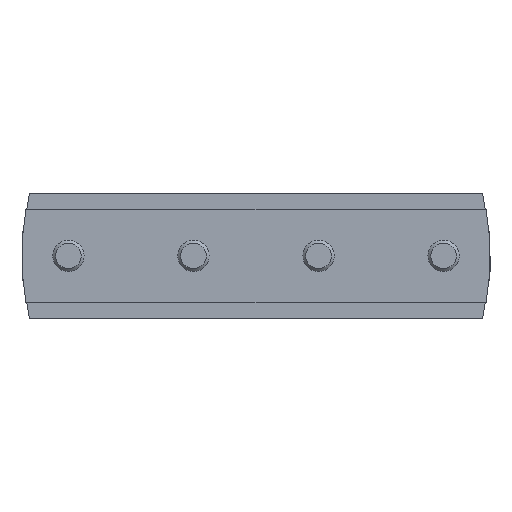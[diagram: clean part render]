
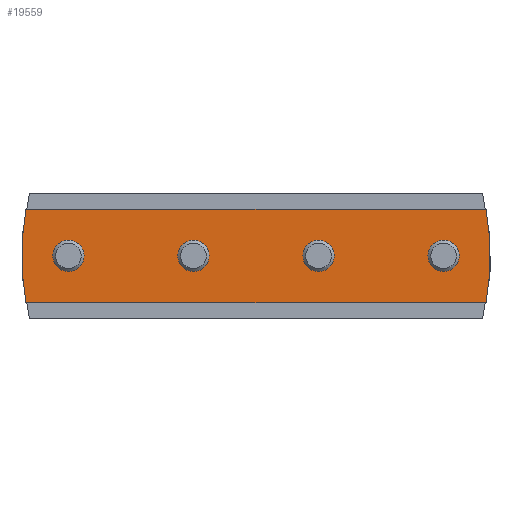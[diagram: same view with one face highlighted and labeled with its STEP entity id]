
A CAD part, top view. The second image highlights one B-rep face of the part: STEP entity #19559.
In plain terms, the highlighted planar face has unit normal (0, 0, 1).
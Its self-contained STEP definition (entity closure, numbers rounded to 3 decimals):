
#112=CARTESIAN_POINT('',(-62.5,-4.33,6.));
#113=VERTEX_POINT('',#112);
#114=CARTESIAN_POINT('',(-60.0,0.,6.));
#115=DIRECTION('',(0.,0.,-1.));
#116=DIRECTION('',(0.5,0.866,0.));
#117=AXIS2_PLACEMENT_3D('',#114,#115,#116);
#118=CIRCLE('',#117,5.0);
#119=EDGE_CURVE('',#113,#113,#118,.T.);
#2327=CARTESIAN_POINT('',(-22.5,-4.33,6.));
#2328=VERTEX_POINT('',#2327);
#2329=CARTESIAN_POINT('',(-20.0,0.,6.));
#2330=DIRECTION('',(0.,0.,-1.));
#2331=DIRECTION('',(0.5,0.866,0.));
#2332=AXIS2_PLACEMENT_3D('',#2329,#2330,#2331);
#2333=CIRCLE('',#2332,5.0);
#2334=EDGE_CURVE('',#2328,#2328,#2333,.T.);
#4542=CARTESIAN_POINT('',(17.5,-4.33,6.));
#4543=VERTEX_POINT('',#4542);
#4544=CARTESIAN_POINT('',(20.,0.,6.));
#4545=DIRECTION('',(0.,0.,-1.));
#4546=DIRECTION('',(0.5,0.866,0.));
#4547=AXIS2_PLACEMENT_3D('',#4544,#4545,#4546);
#4548=CIRCLE('',#4547,5.0);
#4549=EDGE_CURVE('',#4543,#4543,#4548,.T.);
#6757=CARTESIAN_POINT('',(57.5,-4.33,6.));
#6758=VERTEX_POINT('',#6757);
#6759=CARTESIAN_POINT('',(60.0,0.,6.));
#6760=DIRECTION('',(0.,0.,-1.));
#6761=DIRECTION('',(0.5,0.866,0.));
#6762=AXIS2_PLACEMENT_3D('',#6759,#6760,#6761);
#6763=CIRCLE('',#6762,5.0);
#6764=EDGE_CURVE('',#6758,#6758,#6763,.T.);
#19466=CARTESIAN_POINT('',(73.581,15.,6.));
#19467=VERTEX_POINT('',#19466);
#19474=CARTESIAN_POINT('',(73.581,-15.,6.));
#19475=VERTEX_POINT('',#19474);
#19476=CARTESIAN_POINT('',(-5.0,0.,6.));
#19477=DIRECTION('',(0.0,0.0,1.));
#19478=DIRECTION('',(-0.982,-0.188,0.0));
#19479=AXIS2_PLACEMENT_3D('',#19476,#19477,#19478);
#19480=CIRCLE('',#19479,80.0);
#19481=EDGE_CURVE('',#19475,#19467,#19480,.T.);
#19498=CARTESIAN_POINT('',(-73.581,-15.,6.));
#19499=VERTEX_POINT('',#19498);
#19500=CARTESIAN_POINT('',(73.581,-15.,6.));
#19501=DIRECTION('',(-1.0,0.0,0.0));
#19502=VECTOR('',#19501,147.162);
#19503=LINE('',#19500,#19502);
#19504=EDGE_CURVE('',#19475,#19499,#19503,.T.);
#19523=CARTESIAN_POINT('',(0.,0.,6.));
#19524=DIRECTION('',(0.0,0.0,1.0));
#19525=DIRECTION('',(1.0,0.0,0.0));
#19526=AXIS2_PLACEMENT_3D('',#19523,#19524,#19525);
#19527=PLANE('',#19526);
#19528=ORIENTED_EDGE('',*,*,#19481,.T.);
#19529=CARTESIAN_POINT('',(-73.581,15.,6.));
#19530=VERTEX_POINT('',#19529);
#19531=CARTESIAN_POINT('',(-73.581,15.,6.));
#19532=DIRECTION('',(1.0,0.0,0.0));
#19533=VECTOR('',#19532,147.162);
#19534=LINE('',#19531,#19533);
#19535=EDGE_CURVE('',#19530,#19467,#19534,.T.);
#19536=ORIENTED_EDGE('',*,*,#19535,.F.);
#19537=CARTESIAN_POINT('',(5.0,0.,6.));
#19538=DIRECTION('',(0.0,0.0,1.));
#19539=DIRECTION('',(0.982,-0.188,0.0));
#19540=AXIS2_PLACEMENT_3D('',#19537,#19538,#19539);
#19541=CIRCLE('',#19540,80.0);
#19542=EDGE_CURVE('',#19530,#19499,#19541,.T.);
#19543=ORIENTED_EDGE('',*,*,#19542,.T.);
#19544=ORIENTED_EDGE('',*,*,#19504,.F.);
#19545=EDGE_LOOP('',(#19528,#19536,#19543,#19544));
#19546=FACE_OUTER_BOUND('',#19545,.T.);
#19547=ORIENTED_EDGE('',*,*,#119,.T.);
#19548=EDGE_LOOP('',(#19547));
#19549=FACE_BOUND('',#19548,.T.);
#19550=ORIENTED_EDGE('',*,*,#2334,.T.);
#19551=EDGE_LOOP('',(#19550));
#19552=FACE_BOUND('',#19551,.T.);
#19553=ORIENTED_EDGE('',*,*,#4549,.T.);
#19554=EDGE_LOOP('',(#19553));
#19555=FACE_BOUND('',#19554,.T.);
#19556=ORIENTED_EDGE('',*,*,#6764,.T.);
#19557=EDGE_LOOP('',(#19556));
#19558=FACE_BOUND('',#19557,.T.);
#19559=ADVANCED_FACE('',(#19546,#19549,#19552,#19555,#19558),#19527,.T.);
